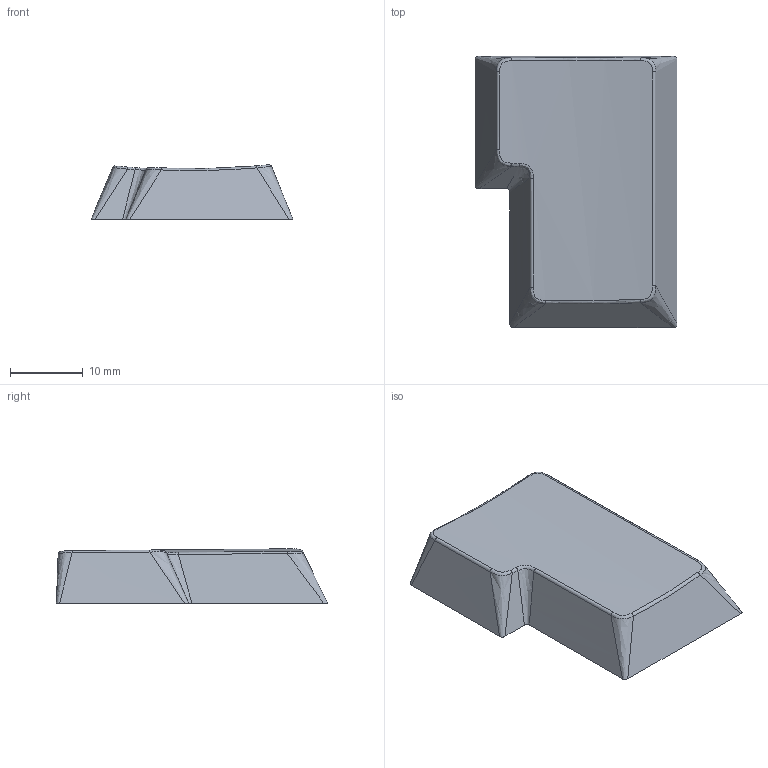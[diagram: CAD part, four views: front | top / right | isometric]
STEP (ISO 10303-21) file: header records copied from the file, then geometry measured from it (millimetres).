
FILE_DESCRIPTION(/* description */ (''),/* implementation_level */ '2;1');
FILE_NAME(/* name */ 'R2-R3_ISO_Enter_v2.step',/* time_stamp */ '2021-08-17T23:45:54-04:00',/* author */ (''),/* organization */ (''),/* preprocessor_version */ 'ST-DEVELOPER v18.1',/* originating_system */ 'Autodesk Translation Framework v10.9.0.1377',/* authorisation */ '');
FILE_SCHEMA (('AUTOMOTIVE_DESIGN { 1 0 10303 214 3 1 1 }'));
Length unit declared in the file: millimetre
Products named in the file (1): R2-R3_ISO_Enter
Bounding box: 27.62 x 37.15 x 7.44 mm (x, y, z)
Volume: 2068.2 mm3; surface area: 3503.2 mm2
Topology: 1 solids, 1 shells, 148 faces, 378 edges, 236 vertices
Faces by surface type: plane 120, bspline 24, cylinder 4
Full cylindrical faces by diameter (mm): 5.5 x3
Entity records: 6327 total; most frequent: CARTESIAN_POINT 2838, ORIENTED_EDGE 756, DIRECTION 618, EDGE_CURVE 378, LINE 286, VECTOR 286, VERTEX_POINT 236, AXIS2_PLACEMENT_3D 166
